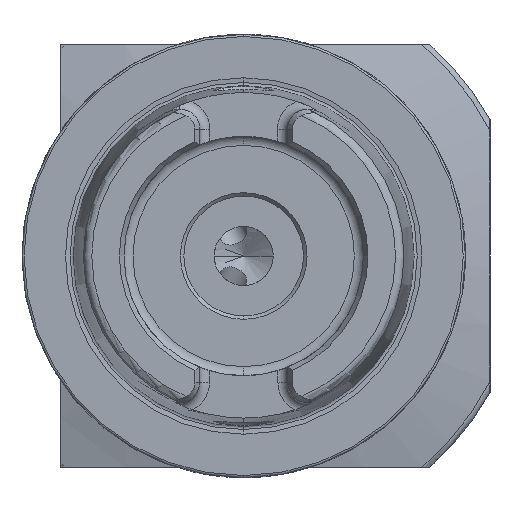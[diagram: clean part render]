
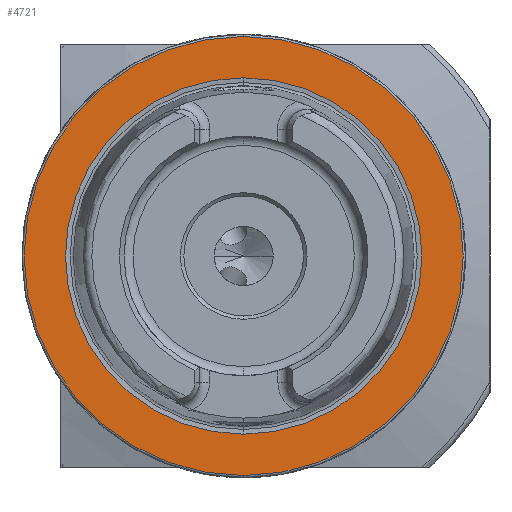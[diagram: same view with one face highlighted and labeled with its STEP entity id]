
A CAD part, left-side view. The second image highlights one B-rep face of the part: STEP entity #4721.
In plain terms, the highlighted planar face has unit normal (-1, 0, 0).
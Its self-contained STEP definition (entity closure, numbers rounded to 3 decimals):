
#191 = VERTEX_POINT ( 'NONE', #1037 ) ;
#196 = VERTEX_POINT ( 'NONE', #1052 ) ;
#198 = VERTEX_POINT ( 'NONE', #751 ) ;
#199 = VERTEX_POINT ( 'NONE', #747 ) ;
#747 = CARTESIAN_POINT ( 'NONE',  ( 0., 0., -31.2 ) ) ;
#751 = CARTESIAN_POINT ( 'NONE',  ( 0., 0., 31.2 ) ) ;
#789 = EDGE_CURVE ( 'NONE', #196, #191, #1990, .T. ) ;
#808 = EDGE_CURVE ( 'NONE', #199, #198, #2004, .T. ) ;
#978 = EDGE_CURVE ( 'NONE', #191, #196, #2293, .T. ) ;
#982 = EDGE_CURVE ( 'NONE', #198, #199, #2294, .T. ) ;
#1037 = CARTESIAN_POINT ( 'NONE',  ( 0., 0., -25.324 ) ) ;
#1052 = CARTESIAN_POINT ( 'NONE',  ( 0., 0., 25.324 ) ) ;
#1306 = ORIENTED_EDGE ( 'NONE', *, *, #789, .F. ) ;
#1307 = ORIENTED_EDGE ( 'NONE', *, *, #978, .F. ) ;
#1308 = ORIENTED_EDGE ( 'NONE', *, *, #982, .T. ) ;
#1309 = ORIENTED_EDGE ( 'NONE', *, *, #808, .T. ) ;
#1990 = CIRCLE ( 'NONE', #4912, 25.324 ) ;
#2004 = CIRCLE ( 'NONE', #4999, 31.2 ) ;
#2293 = CIRCLE ( 'NONE', #5062, 25.324 ) ;
#2294 = CIRCLE ( 'NONE', #5052, 31.2 ) ;
#2410 = EDGE_LOOP ( 'NONE', ( #1308, #1309 ) ) ;
#2416 = EDGE_LOOP ( 'NONE', ( #1306, #1307 ) ) ;
#2696 = CARTESIAN_POINT ( 'NONE',  ( 0., 0., 0. ) ) ;
#2697 = DIRECTION ( 'NONE',  ( -1., 0., 0. ) ) ;
#2698 = DIRECTION ( 'NONE',  ( 0., 0., 1. ) ) ;
#2709 = CARTESIAN_POINT ( 'NONE',  ( 0., 0., 0. ) ) ;
#2710 = DIRECTION ( 'NONE',  ( -1., 0., 0. ) ) ;
#2711 = DIRECTION ( 'NONE',  ( 0., 0., 1. ) ) ;
#3106 = CARTESIAN_POINT ( 'NONE',  ( 0., 31.2, 0. ) ) ;
#3113 = PLANE ( 'NONE',  #5269 ) ;
#3115 = DIRECTION ( 'NONE',  ( 1., 0., 0. ) ) ;
#3116 = DIRECTION ( 'NONE',  ( 0., 0., -1. ) ) ;
#4141 = FACE_BOUND ( 'NONE', #2416, .T. ) ;
#4144 = FACE_OUTER_BOUND ( 'NONE', #2410, .T. ) ;
#4721 = ADVANCED_FACE ( 'NONE', ( #4141, #4144 ), #3113, .F. ) ;
#4912 = AXIS2_PLACEMENT_3D ( 'NONE', #5447, #5448, #5444 ) ;
#4999 = AXIS2_PLACEMENT_3D ( 'NONE', #5492, #5481, #5640 ) ;
#5052 = AXIS2_PLACEMENT_3D ( 'NONE', #2709, #2710, #2711 ) ;
#5062 = AXIS2_PLACEMENT_3D ( 'NONE', #2696, #2697, #2698 ) ;
#5269 = AXIS2_PLACEMENT_3D ( 'NONE', #3106, #3115, #3116 ) ;
#5444 = DIRECTION ( 'NONE',  ( 0., 0., 1. ) ) ;
#5447 = CARTESIAN_POINT ( 'NONE',  ( 0., 0., 0. ) ) ;
#5448 = DIRECTION ( 'NONE',  ( -1., 0., 0. ) ) ;
#5481 = DIRECTION ( 'NONE',  ( -1., 0., 0. ) ) ;
#5492 = CARTESIAN_POINT ( 'NONE',  ( 0., 0., 0. ) ) ;
#5640 = DIRECTION ( 'NONE',  ( 0., 0., 1. ) ) ;
